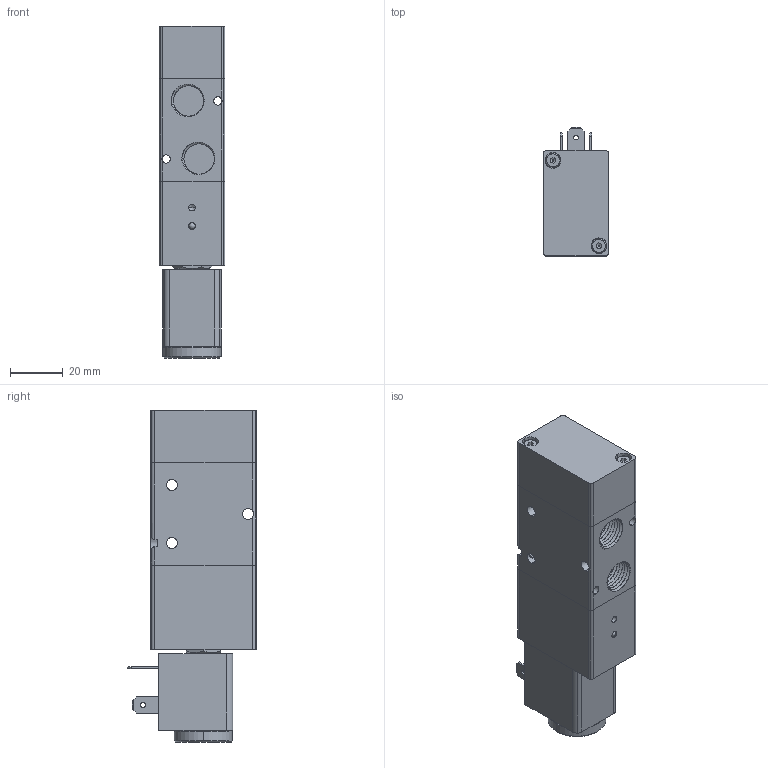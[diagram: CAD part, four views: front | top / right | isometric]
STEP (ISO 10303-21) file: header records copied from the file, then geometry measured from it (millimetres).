
FILE_DESCRIPTION((''),'2;1');
FILE_NAME('01_018_3.stp','2003-01-03T00:08:34',('Branislav Petkovic'),('AZ Pneumatica'),'AutoCAD STEP 2000i','AutoCAD 2000i','Via J. F. Kennedy, 26, 20020 Misinto (MI), ITALY');
FILE_SCHEMA(('CONFIG_CONTROL_DESIGN'));
Length unit declared in the file: millimetre
Products named in the file (11): 01_018_3; 322 TELO; PART1A; MAGNET; PART1; X22 KOTVA KRATKA SA RUPOM; PART2A; STEZAC; PODLOSKA; X22 OPRUGA DUZA; PART2
Assembly tree (10 placements, depth 3):
  01_018_3
    322 TELO
      PART1A
    MAGNET
      PART1
    X22 KOTVA KRATKA SA RUPOM
      PART2A
      STEZAC
      PODLOSKA
    X22 OPRUGA DUZA
      PART2
Bounding box: 25 x 49.09 x 125.8 mm (x, y, z)
Surface area: 30268.7 mm2 (no closed solid volume)
Topology: 0 solids, 8 shells, 457 faces, 1189 edges, 764 vertices
Faces by surface type: cylinder 241, plane 142, cone 48, bspline 16, torus 8, sphere 2
Entity records: 25576 total; most frequent: CARTESIAN_POINT 14599, ORIENTED_EDGE 2352, DIRECTION 2096, EDGE_CURVE 1176, AXIS2_PLACEMENT_3D 787, VERTEX_POINT 763, VECTOR 522, LINE 522
